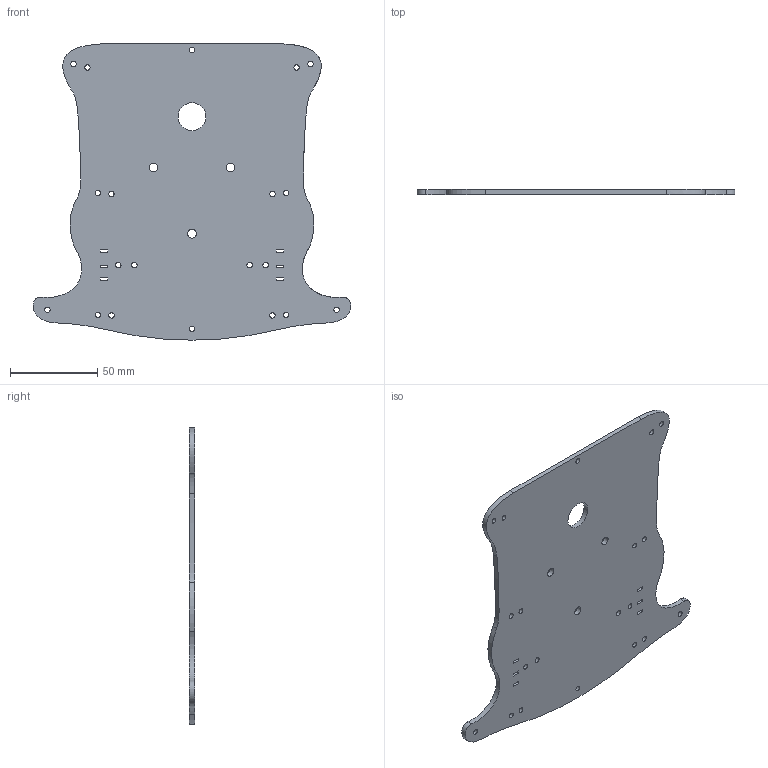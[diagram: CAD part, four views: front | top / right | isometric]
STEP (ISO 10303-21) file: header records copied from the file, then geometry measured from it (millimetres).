
FILE_DESCRIPTION(/* description */ (''),/* implementation_level */ '2;1');
FILE_NAME(/* name */ '',/* time_stamp */ '2023-02-08T13:36:04+08:00',/* author */ (''),/* organization */ (''),/* preprocessor_version */ 'ST-DEVELOPER v19.2',/* originating_system */ 'Autodesk Translation Framework v11.17.0.187',/* authorisation */ '');
FILE_SCHEMA (('AUTOMOTIVE_DESIGN { 1 0 10303 214 3 1 1 }'));
Length unit declared in the file: millimetre
Products named in the file (1): 底壳
Bounding box: 182.42 x 3 x 170 mm (x, y, z)
Volume: 67622.9 mm3; surface area: 48169.9 mm2
Topology: 1 solids, 1 shells, 67 faces, 195 edges, 130 vertices
Faces by surface type: cylinder 28, plane 27, bspline 12
Full cylindrical faces by diameter (mm): 3.1 x16, 3.2 x4, 5 x3, 16 x1
Entity records: 2963 total; most frequent: CARTESIAN_POINT 1055, ORIENTED_EDGE 390, DIRECTION 339, EDGE_CURVE 195, VERTEX_POINT 130, EDGE_LOOP 127, LINE 115, VECTOR 115
